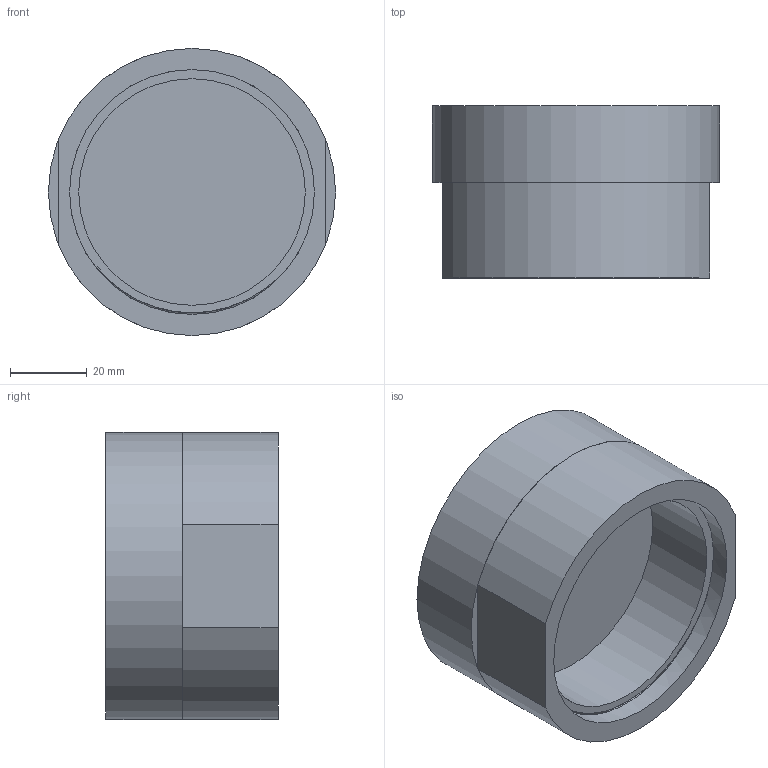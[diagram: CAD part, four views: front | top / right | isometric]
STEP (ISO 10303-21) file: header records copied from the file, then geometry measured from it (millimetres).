
FILE_DESCRIPTION(/* description */ (''),/* implementation_level */ '2;1');
FILE_NAME(/* name */ 'TestAssembly v2.step',/* time_stamp */ '2023-09-28T22:45:20-04:00',/* author */ (''),/* organization */ (''),/* preprocessor_version */ 'ST-DEVELOPER v20',/* originating_system */ 'Autodesk Translation Framework v12.14.0.127',/* authorisation */ '');
FILE_SCHEMA (('AUTOMOTIVE_DESIGN { 1 0 10303 214 3 1 1 }'));
Length unit declared in the file: millimetre
Products named in the file (3): TestAssembly; CasingTest; RackTest
Assembly tree (2 placements, depth 2):
  TestAssembly
    CasingTest
    RackTest
Bounding box: 75 x 45 x 75 mm (x, y, z)
Volume: 124346.2 mm3; surface area: 39792.8 mm2
Topology: 2 solids, 2 shells, 45 faces, 117 edges, 78 vertices
Faces by surface type: cylinder 28, plane 9, bspline 8
Full cylindrical faces by diameter (mm): 59.2 x1, 63.126 x4, 63.97 x5, 67.703 x4, 68.446 x4, 75 x1
Entity records: 5874 total; most frequent: CARTESIAN_POINT 4814, ORIENTED_EDGE 234, DIRECTION 151, EDGE_CURVE 117, VERTEX_POINT 78, B_SPLINE_CURVE_WITH_KNOTS 68, AXIS2_PLACEMENT_3D 60, EDGE_LOOP 49
